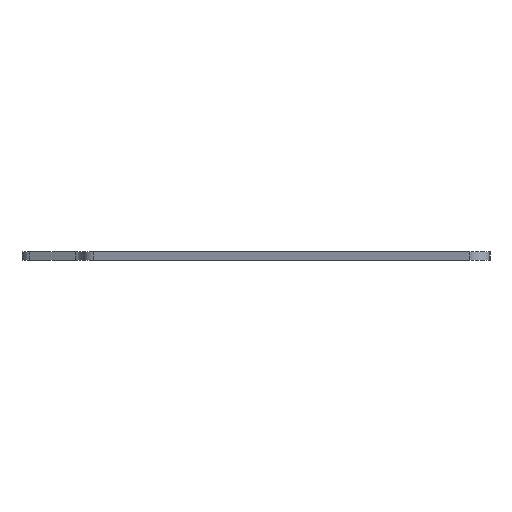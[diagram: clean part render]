
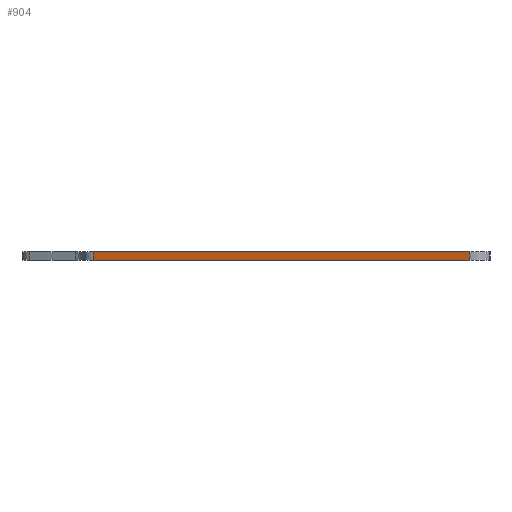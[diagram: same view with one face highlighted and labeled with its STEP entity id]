
A CAD part, left-side view. The second image highlights one B-rep face of the part: STEP entity #904.
In plain terms, the highlighted planar face has unit normal (-0.948, 0.32, 0).
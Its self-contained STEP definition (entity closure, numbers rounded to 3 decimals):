
#53=PLANE('',#1005);
#86=FACE_OUTER_BOUND('',#143,.T.);
#143=EDGE_LOOP('',(#745,#746,#747,#748));
#177=LINE('',#1333,#252);
#229=LINE('',#1511,#304);
#230=LINE('',#1514,#305);
#231=LINE('',#1515,#306);
#252=VECTOR('',#1055,10.);
#304=VECTOR('',#1235,10.);
#305=VECTOR('',#1238,10.);
#306=VECTOR('',#1239,10.);
#384=VERTEX_POINT('',#1330);
#385=VERTEX_POINT('',#1332);
#447=VERTEX_POINT('',#1509);
#448=VERTEX_POINT('',#1513);
#471=EDGE_CURVE('',#384,#385,#177,.T.);
#561=EDGE_CURVE('',#385,#447,#229,.T.);
#562=EDGE_CURVE('',#448,#384,#230,.T.);
#563=EDGE_CURVE('',#447,#448,#231,.T.);
#745=ORIENTED_EDGE('',*,*,#561,.F.);
#746=ORIENTED_EDGE('',*,*,#471,.F.);
#747=ORIENTED_EDGE('',*,*,#562,.F.);
#748=ORIENTED_EDGE('',*,*,#563,.F.);
#904=ADVANCED_FACE('',(#86),#53,.T.);
#1005=AXIS2_PLACEMENT_3D('',#1512,#1236,#1237);
#1055=DIRECTION('',(0.32,0.947,0.));
#1235=DIRECTION('',(0.,0.,1.));
#1236=DIRECTION('center_axis',(-0.947,0.32,0.));
#1237=DIRECTION('ref_axis',(-0.32,-0.947,0.));
#1238=DIRECTION('',(0.,0.,-1.));
#1239=DIRECTION('',(-0.32,-0.947,0.));
#1330=CARTESIAN_POINT('',(-123.664,-36.041,0.));
#1332=CARTESIAN_POINT('',(-98.689,37.959,0.));
#1333=CARTESIAN_POINT('',(-125.,-40.,0.));
#1509=CARTESIAN_POINT('',(-98.689,37.959,1.588));
#1511=CARTESIAN_POINT('',(-98.689,37.959,0.));
#1512=CARTESIAN_POINT('Origin',(-98.,40.,0.));
#1513=CARTESIAN_POINT('',(-123.664,-36.041,1.588));
#1514=CARTESIAN_POINT('',(-123.664,-36.041,0.));
#1515=CARTESIAN_POINT('',(-125.,-40.,1.588));
